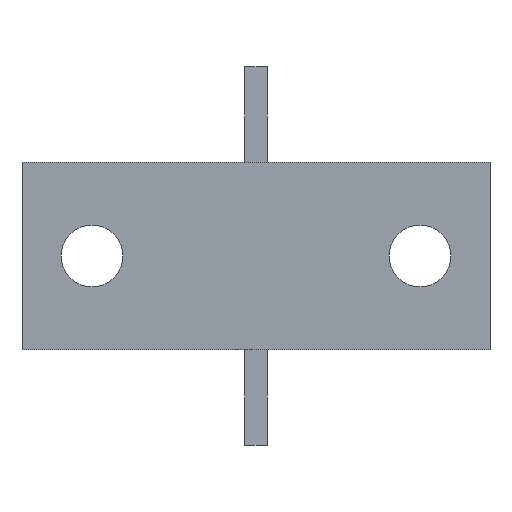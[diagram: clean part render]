
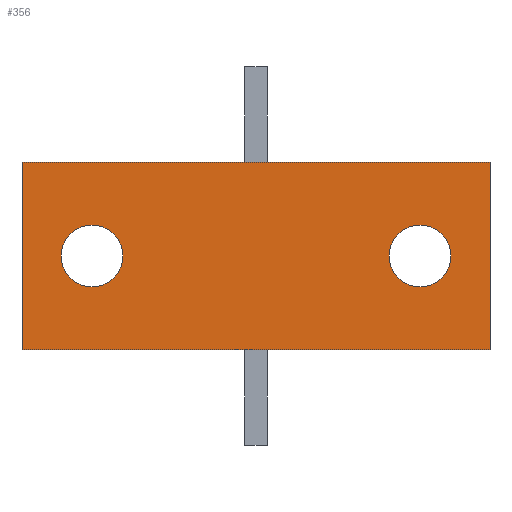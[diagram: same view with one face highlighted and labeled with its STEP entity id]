
A CAD part, front view. The second image highlights one B-rep face of the part: STEP entity #356.
In plain terms, the highlighted planar face has unit normal (0, -1, 0).
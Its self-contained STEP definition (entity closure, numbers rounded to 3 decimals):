
#1=DIRECTION('',(0.,0.,1.));
#2=VECTOR('',#1,12.7);
#3=CARTESIAN_POINT('',(-15.875,0.,-6.35));
#4=LINE('',#3,#2);
#5=DIRECTION('',(1.,0.,0.));
#6=VECTOR('',#5,31.75);
#7=CARTESIAN_POINT('',(-15.875,0.,6.35));
#8=LINE('',#7,#6);
#9=DIRECTION('',(0.,0.,-1.));
#10=VECTOR('',#9,12.7);
#11=CARTESIAN_POINT('',(15.875,0.,6.35));
#12=LINE('',#11,#10);
#13=DIRECTION('',(-1.,0.,0.));
#14=VECTOR('',#13,31.75);
#15=CARTESIAN_POINT('',(15.875,0.,-6.35));
#16=LINE('',#15,#14);
#17=CARTESIAN_POINT('',(11.125,0.,0.));
#18=DIRECTION('',(0.,1.,0.));
#19=DIRECTION('',(1.,0.,0.));
#20=AXIS2_PLACEMENT_3D('',#17,#18,#19);
#22=CARTESIAN_POINT('',(11.125,0.,0.));
#23=DIRECTION('',(0.,1.,0.));
#24=DIRECTION('',(-1.,0.,0.));
#25=AXIS2_PLACEMENT_3D('',#22,#23,#24);
#27=CARTESIAN_POINT('',(-11.125,0.,0.));
#28=DIRECTION('',(0.,1.,0.));
#29=DIRECTION('',(1.,0.,0.));
#30=AXIS2_PLACEMENT_3D('',#27,#28,#29);
#32=CARTESIAN_POINT('',(-11.125,0.,0.));
#33=DIRECTION('',(0.,1.,0.));
#34=DIRECTION('',(-1.,0.,0.));
#35=AXIS2_PLACEMENT_3D('',#32,#33,#34);
#249=CARTESIAN_POINT('',(-15.875,0.,-6.35));
#250=CARTESIAN_POINT('',(-15.875,0.,6.35));
#251=VERTEX_POINT('',#249);
#252=VERTEX_POINT('',#250);
#253=CARTESIAN_POINT('',(15.875,0.,6.35));
#254=VERTEX_POINT('',#253);
#255=CARTESIAN_POINT('',(15.875,0.,-6.35));
#256=VERTEX_POINT('',#255);
#309=CARTESIAN_POINT('',(13.225,0.,0.));
#310=CARTESIAN_POINT('',(9.025,0.,0.));
#311=VERTEX_POINT('',#309);
#312=VERTEX_POINT('',#310);
#313=CARTESIAN_POINT('',(-9.025,0.,0.));
#314=CARTESIAN_POINT('',(-13.225,0.,0.));
#315=VERTEX_POINT('',#313);
#316=VERTEX_POINT('',#314);
#329=CARTESIAN_POINT('',(0.,0.,0.));
#330=DIRECTION('',(0.,1.,0.));
#331=DIRECTION('',(1.,0.,0.));
#332=AXIS2_PLACEMENT_3D('',#329,#330,#331);
#333=PLANE('',#332);
#335=ORIENTED_EDGE('',*,*,#334,.T.);
#337=ORIENTED_EDGE('',*,*,#336,.T.);
#339=ORIENTED_EDGE('',*,*,#338,.T.);
#341=ORIENTED_EDGE('',*,*,#340,.T.);
#342=EDGE_LOOP('',(#335,#337,#339,#341));
#343=FACE_OUTER_BOUND('',#342,.F.);
#345=ORIENTED_EDGE('',*,*,#344,.F.);
#347=ORIENTED_EDGE('',*,*,#346,.F.);
#348=EDGE_LOOP('',(#345,#347));
#349=FACE_BOUND('',#348,.F.);
#351=ORIENTED_EDGE('',*,*,#350,.F.);
#353=ORIENTED_EDGE('',*,*,#352,.F.);
#354=EDGE_LOOP('',(#351,#353));
#355=FACE_BOUND('',#354,.F.);
#21=CIRCLE('',#20,2.1);
#26=CIRCLE('',#25,2.1);
#31=CIRCLE('',#30,2.1);
#36=CIRCLE('',#35,2.1);
#334=EDGE_CURVE('',#251,#252,#4,.T.);
#336=EDGE_CURVE('',#252,#254,#8,.T.);
#338=EDGE_CURVE('',#254,#256,#12,.T.);
#340=EDGE_CURVE('',#256,#251,#16,.T.);
#344=EDGE_CURVE('',#311,#312,#21,.T.);
#346=EDGE_CURVE('',#312,#311,#26,.T.);
#350=EDGE_CURVE('',#315,#316,#31,.T.);
#352=EDGE_CURVE('',#316,#315,#36,.T.);
#356=ADVANCED_FACE('',(#343,#349,#355),#333,.F.);
